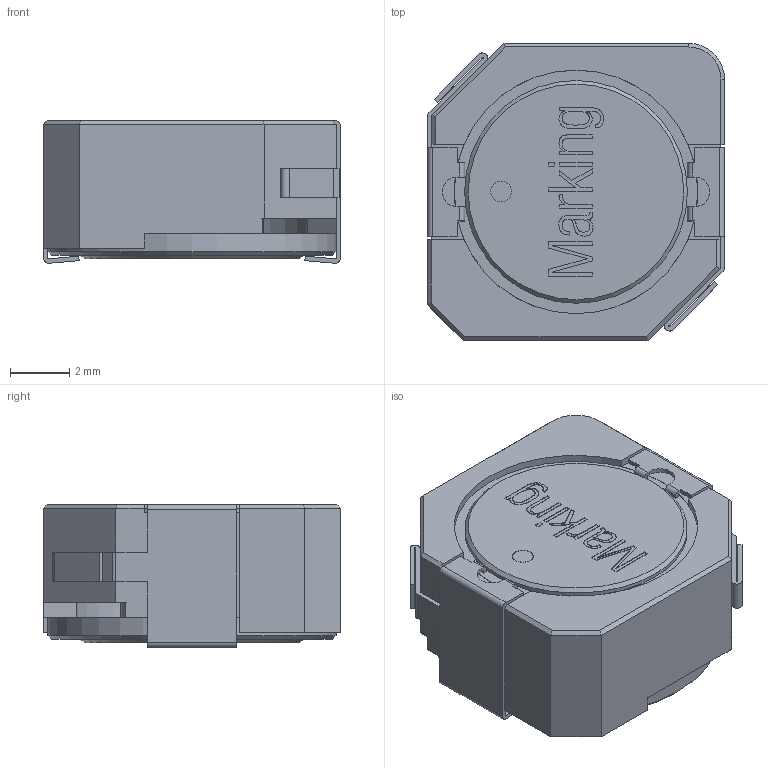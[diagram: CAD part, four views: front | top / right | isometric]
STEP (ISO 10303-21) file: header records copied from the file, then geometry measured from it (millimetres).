
FILE_DESCRIPTION(/* description */ ('Unknown'),/* implementation_level */ '2;1');
FILE_NAME(/* name */ 'L_Wurth_WE-PD_1050P',/* time_stamp */ '2022-04-18T15:06:29+08:00',/* author */ ('Unknown'),/* organization */ ('Unknown'),/* preprocessor_version */ 'ST-DEVELOPER v16.7',/* originating_system */ 'Solid Edge',/* authorisation */ 'Unknown');
FILE_SCHEMA (('AUTOMOTIVE_DESIGN {1 0 10303 214 3 1 1}'));
Length unit declared in the file: millimetre
Products named in the file (2): L_Wurth_WE-PD_1050P
Assembly tree (1 placements, depth 2):
  L_Wurth_WE-PD_1050P
    L_Wurth_WE-PD_1050P
Bounding box: 10 x 10 x 4.8 mm (x, y, z)
Volume: 306.3 mm3; surface area: 761.5 mm2
Topology: 5 solids, 5 shells, 255 faces, 676 edges, 447 vertices
Faces by surface type: plane 197, cylinder 42, bspline 12, cone 4
Full cylindrical faces by diameter (mm): 0.7 x1, 4.8 x1, 7.5 x2, 8.2 x2, 9.7 x1
Entity records: 8903 total; most frequent: CARTESIAN_POINT 1870, ORIENTED_EDGE 1328, DIRECTION 1225, EDGE_CURVE 664, LINE 545, VECTOR 545, VERTEX_POINT 446, AXIS2_PLACEMENT_3D 340
